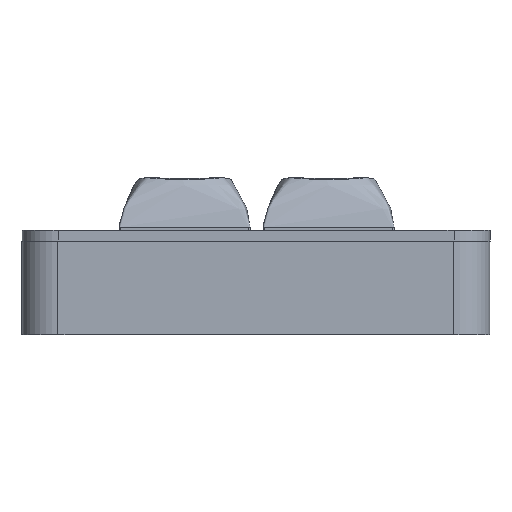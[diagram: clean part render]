
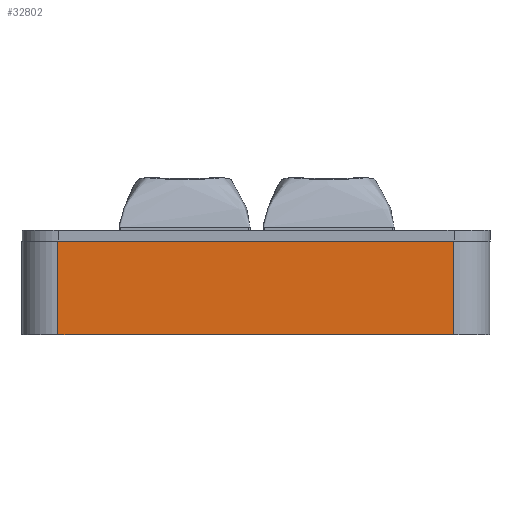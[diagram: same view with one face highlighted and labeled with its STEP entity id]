
A CAD part, left-side view. The second image highlights one B-rep face of the part: STEP entity #32802.
In plain terms, the highlighted planar face has unit normal (-1, 0, 0).
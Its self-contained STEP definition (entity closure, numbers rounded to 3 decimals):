
#2210=PLANE('',#34941);
#3322=FACE_OUTER_BOUND('',#5220,.T.);
#5220=EDGE_LOOP('',(#22767,#22768,#22769,#22770));
#7337=LINE('',#44474,#10691);
#7343=LINE('',#44501,#10697);
#7344=LINE('',#44504,#10698);
#7345=LINE('',#44505,#10699);
#10691=VECTOR('',#37007,10.);
#10697=VECTOR('',#37035,10.);
#10698=VECTOR('',#37038,10.);
#10699=VECTOR('',#37039,10.);
#14623=VERTEX_POINT('',#44471);
#14624=VERTEX_POINT('',#44473);
#14634=VERTEX_POINT('',#44499);
#14635=VERTEX_POINT('',#44503);
#17849=EDGE_CURVE('',#14623,#14624,#7337,.T.);
#17863=EDGE_CURVE('',#14634,#14623,#7343,.T.);
#17864=EDGE_CURVE('',#14635,#14634,#7344,.T.);
#17865=EDGE_CURVE('',#14624,#14635,#7345,.T.);
#22767=ORIENTED_EDGE('',*,*,#17863,.F.);
#22768=ORIENTED_EDGE('',*,*,#17864,.F.);
#22769=ORIENTED_EDGE('',*,*,#17865,.F.);
#22770=ORIENTED_EDGE('',*,*,#17849,.F.);
#32802=ADVANCED_FACE('',(#3322),#2210,.T.);
#34941=AXIS2_PLACEMENT_3D('',#44502,#37036,#37037);
#37007=DIRECTION('',(0.,-1.,0.));
#37035=DIRECTION('',(0.,0.,1.));
#37036=DIRECTION('center_axis',(-1.,0.,0.));
#37037=DIRECTION('ref_axis',(0.,-1.,0.));
#37038=DIRECTION('',(0.,1.,0.));
#37039=DIRECTION('',(0.,0.,-1.));
#44471=CARTESIAN_POINT('',(-40.944,40.151,13.));
#44473=CARTESIAN_POINT('',(-40.944,-14.849,13.));
#44474=CARTESIAN_POINT('',(-40.944,-19.849,13.));
#44499=CARTESIAN_POINT('',(-40.944,40.151,0.));
#44501=CARTESIAN_POINT('',(-40.944,40.151,0.));
#44502=CARTESIAN_POINT('Origin',(-40.944,45.151,0.));
#44503=CARTESIAN_POINT('',(-40.944,-14.849,0.));
#44504=CARTESIAN_POINT('',(-40.944,-19.849,0.));
#44505=CARTESIAN_POINT('',(-40.944,-14.849,0.));
